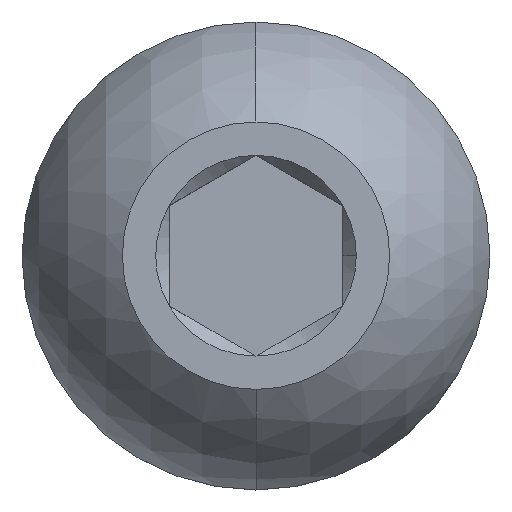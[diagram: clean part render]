
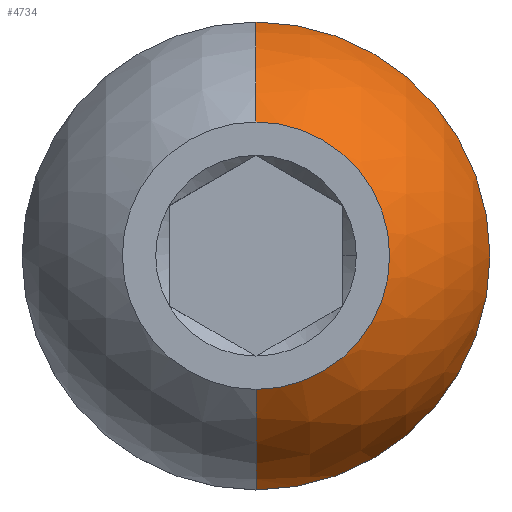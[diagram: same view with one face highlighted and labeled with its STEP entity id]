
A CAD part, top view. The second image highlights one B-rep face of the part: STEP entity #4734.
In plain terms, the highlighted spherical face has radius 1.791 mm.
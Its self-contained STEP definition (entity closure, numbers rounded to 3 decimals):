
#75 = CIRCLE ( 'NONE', #7656, 1.791 ) ;
#219 = DIRECTION ( 'NONE',  ( 0., 0., 1. ) ) ;
#273 = DIRECTION ( 'NONE',  ( 0., 1., 0. ) ) ;
#490 = CARTESIAN_POINT ( 'NONE',  ( 0., 1., 0. ) ) ;
#736 = CIRCLE ( 'NONE', #4922, 1. ) ;
#764 = SPHERICAL_SURFACE ( 'NONE', #3935, 1.791 ) ;
#795 = CARTESIAN_POINT ( 'NONE',  ( 0., 0., -1.105 ) ) ;
#1174 = DIRECTION ( 'NONE',  ( 1., 0., 0. ) ) ;
#1375 = DIRECTION ( 'NONE',  ( 1., 0., 0. ) ) ;
#1553 = EDGE_CURVE ( 'NONE', #4736, #5605, #75, .T. ) ;
#1582 = VERTEX_POINT ( 'NONE', #4668 ) ;
#1625 = DIRECTION ( 'NONE',  ( 0., -1., 0. ) ) ;
#1677 = CIRCLE ( 'NONE', #6718, 1.75 ) ;
#1762 = CARTESIAN_POINT ( 'NONE',  ( 0., 0., 0. ) ) ;
#1767 = EDGE_CURVE ( 'NONE', #5605, #6106, #736, .T. ) ;
#1988 = EDGE_CURVE ( 'NONE', #4736, #2810, #1677, .T. ) ;
#2008 = CARTESIAN_POINT ( 'NONE',  ( 0., 0., -1.486 ) ) ;
#2067 = EDGE_CURVE ( 'NONE', #2810, #1582, #4467, .T. ) ;
#2132 = EDGE_CURVE ( 'NONE', #1582, #6106, #4851, .T. ) ;
#2304 = ORIENTED_EDGE ( 'NONE', *, *, #1988, .T. ) ;
#2600 = DIRECTION ( 'NONE',  ( 0., -1., 0. ) ) ;
#2810 = VERTEX_POINT ( 'NONE', #7671 ) ;
#2832 = CARTESIAN_POINT ( 'NONE',  ( 0., 0., -1.486 ) ) ;
#3280 = ORIENTED_EDGE ( 'NONE', *, *, #1553, .F. ) ;
#3353 = FACE_OUTER_BOUND ( 'NONE', #4048, .T. ) ;
#3935 = AXIS2_PLACEMENT_3D ( 'NONE', #2008, #7525, #2600 ) ;
#3976 = CARTESIAN_POINT ( 'NONE',  ( 0., 0., -1.486 ) ) ;
#4002 = DIRECTION ( 'NONE',  ( 1., 0., 0. ) ) ;
#4048 = EDGE_LOOP ( 'NONE', ( #2304, #7670, #6852, #5512, #3280 ) ) ;
#4467 = CIRCLE ( 'NONE', #7127, 1.75 ) ;
#4468 = CARTESIAN_POINT ( 'NONE',  ( 0., 0., -1.105 ) ) ;
#4668 = CARTESIAN_POINT ( 'NONE',  ( 0., 1.75, -1.105 ) ) ;
#4734 = ADVANCED_FACE ( 'NONE', ( #3353 ), #764, .T. ) ;
#4736 = VERTEX_POINT ( 'NONE', #7554 ) ;
#4851 = CIRCLE ( 'NONE', #6563, 1.791 ) ;
#4922 = AXIS2_PLACEMENT_3D ( 'NONE', #1762, #6734, #1174 ) ;
#5129 = CARTESIAN_POINT ( 'NONE',  ( 0., -1., 0. ) ) ;
#5312 = DIRECTION ( 'NONE',  ( -1., 0., 0. ) ) ;
#5512 = ORIENTED_EDGE ( 'NONE', *, *, #1767, .F. ) ;
#5605 = VERTEX_POINT ( 'NONE', #5129 ) ;
#6106 = VERTEX_POINT ( 'NONE', #490 ) ;
#6337 = DIRECTION ( 'NONE',  ( 1., 0., 0. ) ) ;
#6563 = AXIS2_PLACEMENT_3D ( 'NONE', #3976, #4002, #273 ) ;
#6718 = AXIS2_PLACEMENT_3D ( 'NONE', #795, #7533, #6337 ) ;
#6734 = DIRECTION ( 'NONE',  ( 0., 0., 1. ) ) ;
#6852 = ORIENTED_EDGE ( 'NONE', *, *, #2132, .T. ) ;
#7127 = AXIS2_PLACEMENT_3D ( 'NONE', #4468, #219, #1375 ) ;
#7525 = DIRECTION ( 'NONE',  ( 1., 0., 0. ) ) ;
#7533 = DIRECTION ( 'NONE',  ( 0., 0., 1. ) ) ;
#7554 = CARTESIAN_POINT ( 'NONE',  ( 0., -1.75, -1.105 ) ) ;
#7656 = AXIS2_PLACEMENT_3D ( 'NONE', #2832, #5312, #1625 ) ;
#7670 = ORIENTED_EDGE ( 'NONE', *, *, #2067, .T. ) ;
#7671 = CARTESIAN_POINT ( 'NONE',  ( 1.75, 0., -1.105 ) ) ;
